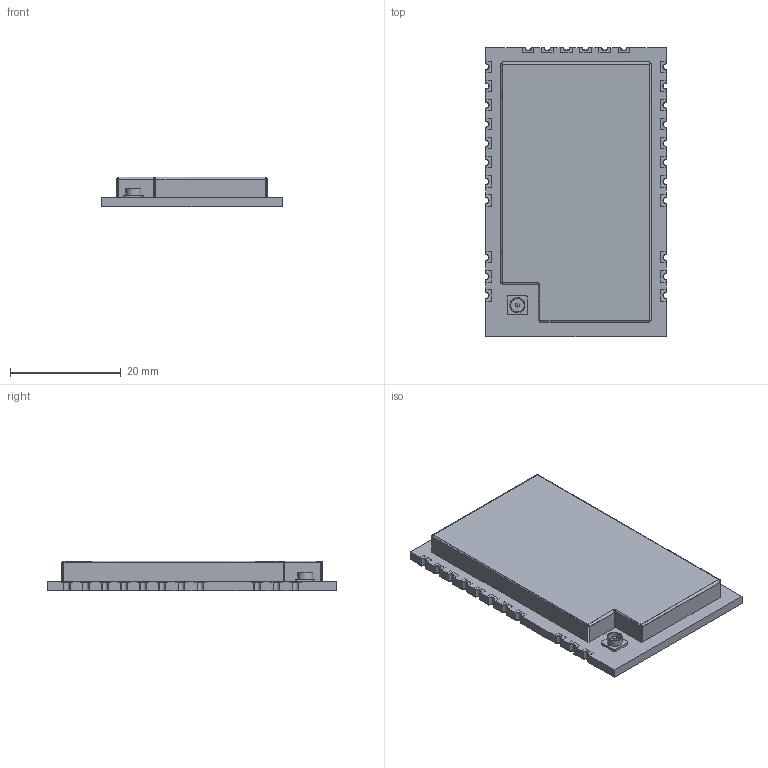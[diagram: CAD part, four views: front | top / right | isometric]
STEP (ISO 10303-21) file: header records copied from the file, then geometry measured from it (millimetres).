
FILE_DESCRIPTION(('FreeCAD Model'),'2;1');
FILE_NAME('Open CASCADE Shape Model','2025-04-28T07:58:13',('FreeCAD'),( 'FreeCAD'),'Open CASCADE STEP processor 7.6','FreeCAD','Unknown');
FILE_SCHEMA(('AUTOMOTIVE_DESIGN { 1 0 10303 214 1 1 1 1 }'));
Length unit declared in the file: millimetre
Products named in the file (1): Open CASCADE STEP translator 7.6 1
Bounding box: 32.59 x 52.29 x 5.39 mm (x, y, z)
Volume: 3004.6 mm3; surface area: 7652.5 mm2
Topology: 30 solids, 30 shells, 520 faces, 1333 edges, 877 vertices
Faces by surface type: bspline 520
Entity records: 15066 total; most frequent: CARTESIAN_POINT 6999, ORIENTED_EDGE 2666, EDGE_CURVE 1333, B_SPLINE_CURVE_WITH_KNOTS 1133, VERTEX_POINT 877, FACE_BOUND 524, EDGE_LOOP 524, ADVANCED_FACE 520
